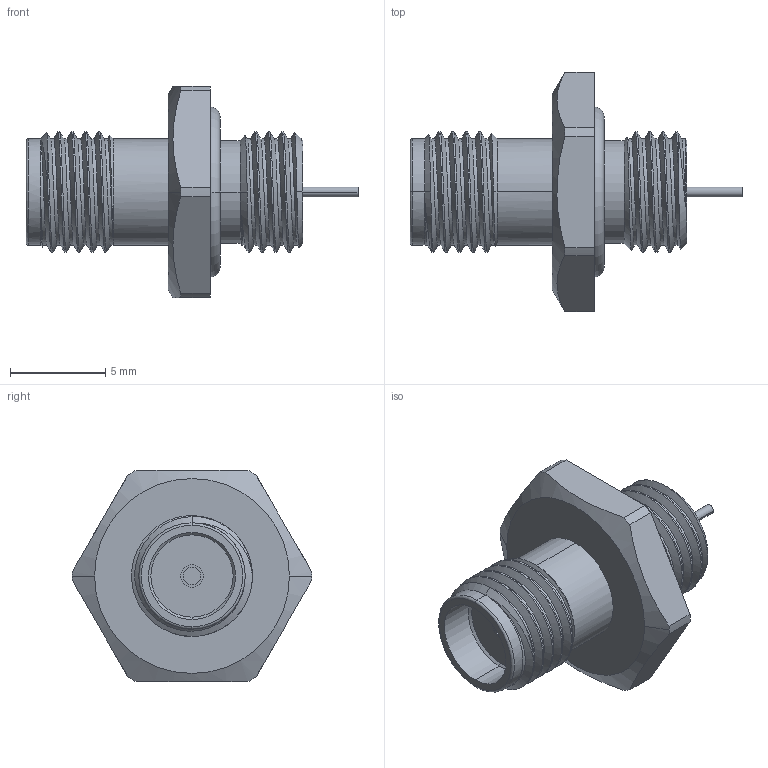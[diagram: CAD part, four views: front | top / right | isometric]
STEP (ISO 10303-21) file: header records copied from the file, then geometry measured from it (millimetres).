
FILE_DESCRIPTION (( 'STEP AP214' ), '1' );
FILE_NAME ('PE4530_3D.step', '2022-03-29T16:10:13', ( '' ), ( '' ), 'SwSTEP 2.0', 'SolidWorks 2021', '' );
FILE_SCHEMA (( 'AUTOMOTIVE_DESIGN' ));
Length unit declared in the file: inch
Products named in the file (1): PE4530_3D
Bounding box: 17.44 x 12.57 x 11.13 mm (x, y, z)
Volume: 518.5 mm3; surface area: 737.7 mm2
Topology: 2 solids, 2 shells, 92 faces, 221 edges, 142 vertices
Faces by surface type: cylinder 47, plane 19, cone 14, torus 6, bspline 6
Entity records: 5299 total; most frequent: CARTESIAN_POINT 3105, ORIENTED_EDGE 442, DIRECTION 403, EDGE_CURVE 221, AXIS2_PLACEMENT_3D 167, VERTEX_POINT 142, EDGE_LOOP 103, FACE_OUTER_BOUND 92
